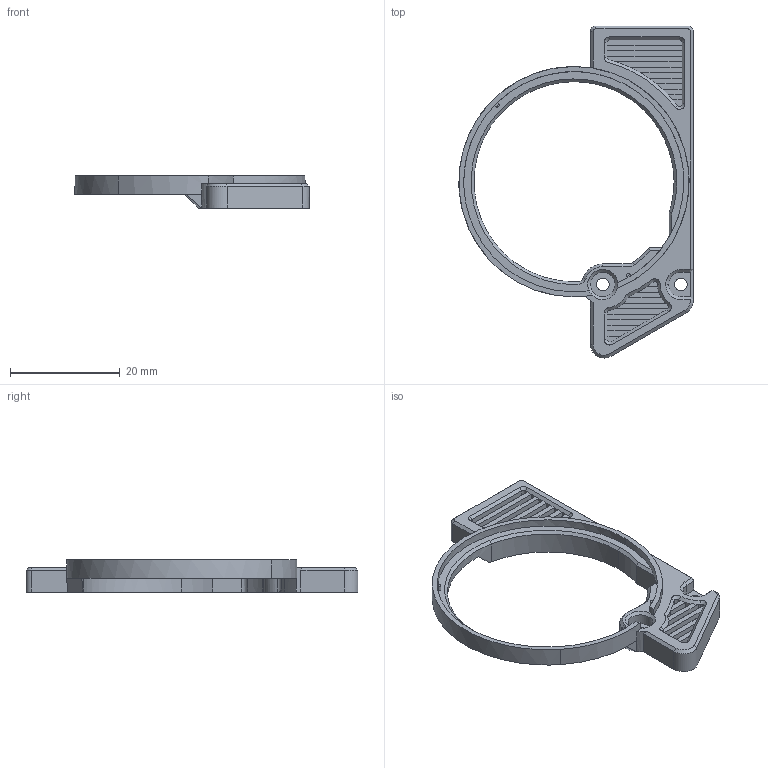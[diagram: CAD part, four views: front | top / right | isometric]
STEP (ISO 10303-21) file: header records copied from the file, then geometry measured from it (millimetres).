
FILE_DESCRIPTION(/* description */ (''),/* implementation_level */ '2;1');
FILE_NAME(/* name */ 'Kiwi 36 Cirque 40mm Cover Right',/* time_stamp */ '2024-10-04T13:52:56+13:00',/* author */ (''),/* organization */ (''),/* preprocessor_version */ 'ST-DEVELOPER v16.5',/* originating_system */ 'Rhino 7.37',/* authorisation */ '');
FILE_SCHEMA (('AUTOMOTIVE_DESIGN_CC2'));
Length unit declared in the file: millimetre
Products named in the file (1): Document
Bounding box: 42.75 x 60.58 x 5.9 mm (x, y, z)
Volume: 3201.6 mm3; surface area: 3266.3 mm2
Topology: 1 solids, 1 shells, 181 faces, 442 edges, 263 vertices
Faces by surface type: plane 107, cylinder 43, bspline 31
Full cylindrical faces by diameter (mm): 2.3 x2, 4.5 x1
Entity records: 4903 total; most frequent: CARTESIAN_POINT 2079, ORIENTED_EDGE 884, EDGE_CURVE 442, VERTEX_POINT 263, B_SPLINE_CURVE_WITH_KNOTS 203, EDGE_LOOP 187, ADVANCED_FACE 181, FACE_OUTER_BOUND 181
